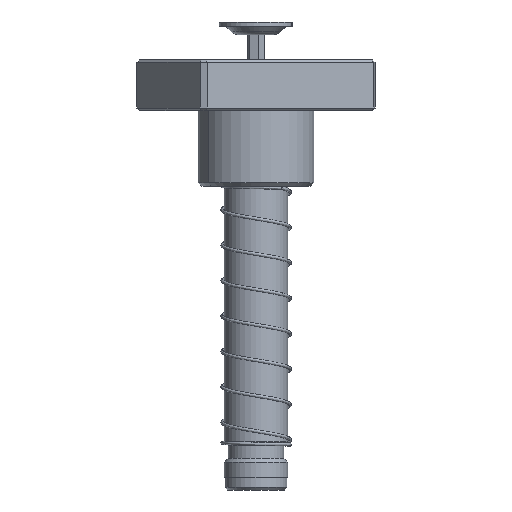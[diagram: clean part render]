
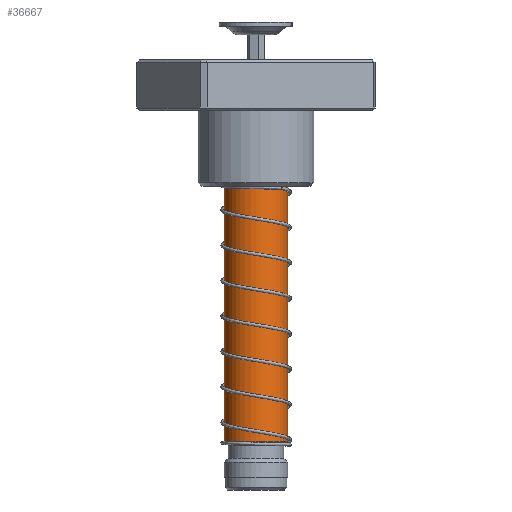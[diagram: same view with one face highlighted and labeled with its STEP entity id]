
A CAD part, front view. The second image highlights one B-rep face of the part: STEP entity #36667.
In plain terms, the highlighted cylindrical face has radius 12.5 mm (diameter 25 mm), a partial arc.
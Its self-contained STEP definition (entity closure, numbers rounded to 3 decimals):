
#2176 = ORIENTED_EDGE ( 'NONE', *, *, #11016, .T. ) ;
#2877 = DIRECTION ( 'NONE',  ( 1., 0., 0. ) ) ;
#3340 = EDGE_CURVE ( 'NONE', #37820, #32892, #29808, .T. ) ;
#4146 = CARTESIAN_POINT ( 'NONE',  ( 0., 0., 170. ) ) ;
#5141 = CARTESIAN_POINT ( 'NONE',  ( -12.5, 0., 167.5 ) ) ;
#5247 = DIRECTION ( 'NONE',  ( 0., 0., -1. ) ) ;
#7470 = FACE_OUTER_BOUND ( 'NONE', #20894, .T. ) ;
#8454 = DIRECTION ( 'NONE',  ( -1., 0., 0. ) ) ;
#8654 = ORIENTED_EDGE ( 'NONE', *, *, #3340, .T. ) ;
#11016 = EDGE_CURVE ( 'NONE', #32892, #38312, #13152, .T. ) ;
#12565 = CARTESIAN_POINT ( 'NONE',  ( 0., 0., 19. ) ) ;
#13152 = LINE ( 'NONE', #27867, #43649 ) ;
#14891 = CIRCLE ( 'NONE', #37380, 12.5 ) ;
#15423 = DIRECTION ( 'NONE',  ( 0., 0., -1. ) ) ;
#19932 = CYLINDRICAL_SURFACE ( 'NONE', #20177, 12.5 ) ;
#20177 = AXIS2_PLACEMENT_3D ( 'NONE', #4146, #15423, #24888 ) ;
#20809 = CARTESIAN_POINT ( 'NONE',  ( 12.5, 0., 19. ) ) ;
#20894 = EDGE_LOOP ( 'NONE', ( #27772, #8654, #2176, #26383 ) ) ;
#23085 = CARTESIAN_POINT ( 'NONE',  ( 12.5, 0., 170. ) ) ;
#24888 = DIRECTION ( 'NONE',  ( -1., 0., 0. ) ) ;
#26213 = VECTOR ( 'NONE', #26760, 1000. ) ;
#26383 = ORIENTED_EDGE ( 'NONE', *, *, #35389, .F. ) ;
#26760 = DIRECTION ( 'NONE',  ( 0., 0., -1. ) ) ;
#27263 = VERTEX_POINT ( 'NONE', #20809 ) ;
#27772 = ORIENTED_EDGE ( 'NONE', *, *, #41836, .F. ) ;
#27867 = CARTESIAN_POINT ( 'NONE',  ( -12.5, 0., 170. ) ) ;
#29808 = CIRCLE ( 'NONE', #41966, 12.5 ) ;
#31539 = DIRECTION ( 'NONE',  ( 0., 0., -1. ) ) ;
#32892 = VERTEX_POINT ( 'NONE', #5141 ) ;
#34790 = DIRECTION ( 'NONE',  ( 0., 0., -1. ) ) ;
#35389 = EDGE_CURVE ( 'NONE', #27263, #38312, #14891, .T. ) ;
#35492 = CARTESIAN_POINT ( 'NONE',  ( -12.5, 0., 19. ) ) ;
#36667 = ADVANCED_FACE ( 'NONE', ( #7470 ), #19932, .T. ) ;
#37380 = AXIS2_PLACEMENT_3D ( 'NONE', #12565, #5247, #8454 ) ;
#37820 = VERTEX_POINT ( 'NONE', #42695 ) ;
#38312 = VERTEX_POINT ( 'NONE', #35492 ) ;
#38972 = CARTESIAN_POINT ( 'NONE',  ( 0., 0., 167.5 ) ) ;
#41836 = EDGE_CURVE ( 'NONE', #37820, #27263, #45471, .T. ) ;
#41966 = AXIS2_PLACEMENT_3D ( 'NONE', #38972, #31539, #2877 ) ;
#42695 = CARTESIAN_POINT ( 'NONE',  ( 12.5, 0., 167.5 ) ) ;
#43649 = VECTOR ( 'NONE', #34790, 1000. ) ;
#45471 = LINE ( 'NONE', #23085, #26213 ) ;
